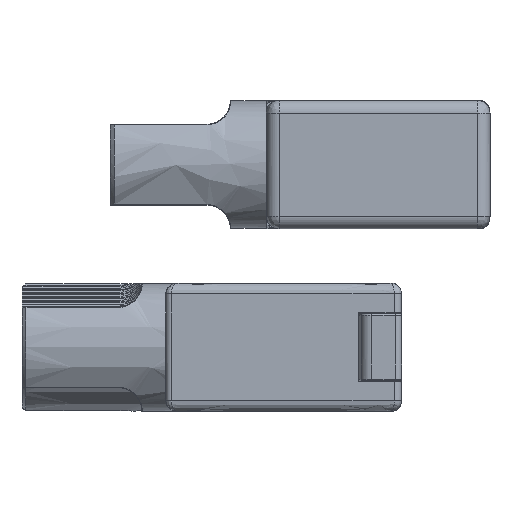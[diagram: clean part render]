
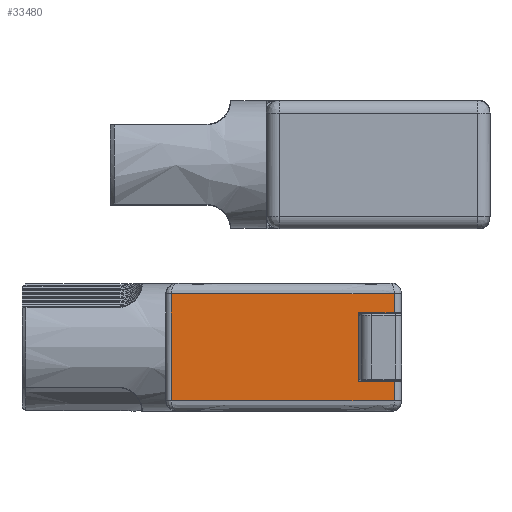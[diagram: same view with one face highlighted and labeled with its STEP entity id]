
A CAD part, left-side view. The second image highlights one B-rep face of the part: STEP entity #33480.
In plain terms, the highlighted free-form (B-spline) face has degree [1, 1] with [2, 2] control points.
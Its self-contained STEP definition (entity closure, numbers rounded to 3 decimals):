
#33450 = VERTEX_POINT('',#33451);
#33451 = CARTESIAN_POINT('',(-90.821,-9.143,
    -34.072));
#33456 = EDGE_CURVE('',#33457,#33450,#33459,.T.);
#33457 = VERTEX_POINT('',#33458);
#33458 = CARTESIAN_POINT('',(-90.821,-14.755,
    -34.072));
#33459 = B_SPLINE_CURVE_WITH_KNOTS('',1,(#33460,#33461),.UNSPECIFIED.,
  .F.,.F.,(2,2),(0.,4.963),.PIECEWISE_BEZIER_KNOTS.);
#33460 = CARTESIAN_POINT('',(-90.821,-14.755,
    -34.072));
#33461 = CARTESIAN_POINT('',(-90.821,-9.143,
    -34.072));
#33480 = ADVANCED_FACE('',(#33481),#33531,.T.);
#33481 = FACE_BOUND('',#33482,.T.);
#33482 = EDGE_LOOP('',(#33483,#33492,#33499,#33506,#33513,#33518,#33519,
    #33526));
#33483 = ORIENTED_EDGE('',*,*,#33484,.T.);
#33484 = EDGE_CURVE('',#33485,#33487,#33489,.T.);
#33485 = VERTEX_POINT('',#33486);
#33486 = CARTESIAN_POINT('',(-90.821,-14.755,
    -23.274));
#33487 = VERTEX_POINT('',#33488);
#33488 = CARTESIAN_POINT('',(-90.821,-14.755,
    -20.277));
#33489 = B_SPLINE_CURVE_WITH_KNOTS('',1,(#33490,#33491),.UNSPECIFIED.,
  .F.,.F.,(2,2),(0.,2.65),.PIECEWISE_BEZIER_KNOTS.);
#33490 = CARTESIAN_POINT('',(-90.821,-14.755,
    -23.274));
#33491 = CARTESIAN_POINT('',(-90.821,-14.755,
    -20.277));
#33492 = ORIENTED_EDGE('',*,*,#33493,.T.);
#33493 = EDGE_CURVE('',#33487,#33494,#33496,.T.);
#33494 = VERTEX_POINT('',#33495);
#33495 = CARTESIAN_POINT('',(-90.821,20.255,
    -20.277));
#33496 = B_SPLINE_CURVE_WITH_KNOTS('',1,(#33497,#33498),.UNSPECIFIED.,
  .F.,.F.,(2,2),(0.,30.963),.PIECEWISE_BEZIER_KNOTS.);
#33497 = CARTESIAN_POINT('',(-90.821,-14.755,
    -20.277));
#33498 = CARTESIAN_POINT('',(-90.821,20.255,
    -20.277));
#33499 = ORIENTED_EDGE('',*,*,#33500,.F.);
#33500 = EDGE_CURVE('',#33501,#33494,#33503,.T.);
#33501 = VERTEX_POINT('',#33502);
#33502 = CARTESIAN_POINT('',(-90.821,20.255,
    -37.068));
#33503 = B_SPLINE_CURVE_WITH_KNOTS('',1,(#33504,#33505),.UNSPECIFIED.,
  .F.,.F.,(2,2),(0.,14.85),.PIECEWISE_BEZIER_KNOTS.);
#33504 = CARTESIAN_POINT('',(-90.821,20.255,
    -37.068));
#33505 = CARTESIAN_POINT('',(-90.821,20.255,
    -20.277));
#33506 = ORIENTED_EDGE('',*,*,#33507,.T.);
#33507 = EDGE_CURVE('',#33501,#33508,#33510,.T.);
#33508 = VERTEX_POINT('',#33509);
#33509 = CARTESIAN_POINT('',(-90.821,-14.755,
    -37.068));
#33510 = B_SPLINE_CURVE_WITH_KNOTS('',1,(#33511,#33512),.UNSPECIFIED.,
  .F.,.F.,(2,2),(0.,30.963),.PIECEWISE_BEZIER_KNOTS.);
#33511 = CARTESIAN_POINT('',(-90.821,20.255,
    -37.068));
#33512 = CARTESIAN_POINT('',(-90.821,-14.755,
    -37.068));
#33513 = ORIENTED_EDGE('',*,*,#33514,.F.);
#33514 = EDGE_CURVE('',#33457,#33508,#33515,.T.);
#33515 = B_SPLINE_CURVE_WITH_KNOTS('',1,(#33516,#33517),.UNSPECIFIED.,
  .F.,.F.,(2,2),(0.,2.65),.PIECEWISE_BEZIER_KNOTS.);
#33516 = CARTESIAN_POINT('',(-90.821,-14.755,
    -34.072));
#33517 = CARTESIAN_POINT('',(-90.821,-14.755,
    -37.068));
#33518 = ORIENTED_EDGE('',*,*,#33456,.T.);
#33519 = ORIENTED_EDGE('',*,*,#33520,.T.);
#33520 = EDGE_CURVE('',#33450,#33521,#33523,.T.);
#33521 = VERTEX_POINT('',#33522);
#33522 = CARTESIAN_POINT('',(-90.821,-9.143,
    -23.274));
#33523 = B_SPLINE_CURVE_WITH_KNOTS('',1,(#33524,#33525),.UNSPECIFIED.,
  .F.,.F.,(2,2),(0.,9.55),.PIECEWISE_BEZIER_KNOTS.);
#33524 = CARTESIAN_POINT('',(-90.821,-9.143,
    -34.072));
#33525 = CARTESIAN_POINT('',(-90.821,-9.143,
    -23.274));
#33526 = ORIENTED_EDGE('',*,*,#33527,.F.);
#33527 = EDGE_CURVE('',#33485,#33521,#33528,.T.);
#33528 = B_SPLINE_CURVE_WITH_KNOTS('',1,(#33529,#33530),.UNSPECIFIED.,
  .F.,.F.,(2,2),(0.,4.963),.PIECEWISE_BEZIER_KNOTS.);
#33529 = CARTESIAN_POINT('',(-90.821,-14.755,
    -23.274));
#33530 = CARTESIAN_POINT('',(-90.821,-9.143,
    -23.274));
#33531 = B_SPLINE_SURFACE_WITH_KNOTS('',1,1,(
    (#33532,#33533)
    ,(#33534,#33535
  )),.UNSPECIFIED.,.F.,.F.,.F.,(2,2),(2,2),(-2.65,12.2),(-4.963
    ,26.),.PIECEWISE_BEZIER_KNOTS.);
#33532 = CARTESIAN_POINT('',(-90.821,-14.755,
    -37.068));
#33533 = CARTESIAN_POINT('',(-90.821,20.255,
    -37.068));
#33534 = CARTESIAN_POINT('',(-90.821,-14.755,
    -20.277));
#33535 = CARTESIAN_POINT('',(-90.821,20.255,
    -20.277));
